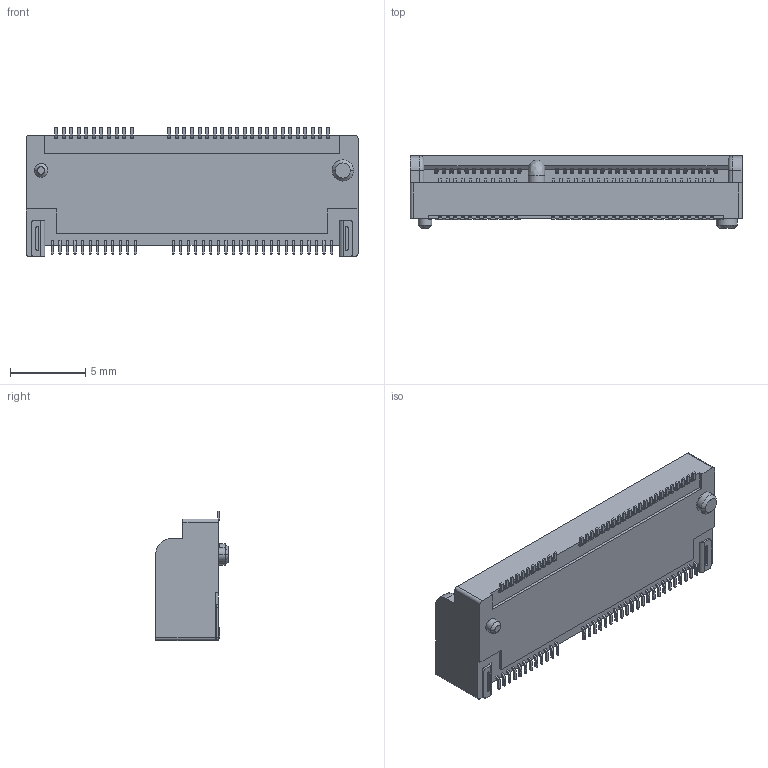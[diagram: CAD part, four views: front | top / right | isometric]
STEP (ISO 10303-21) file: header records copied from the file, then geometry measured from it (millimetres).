
FILE_DESCRIPTION((''),'2;1');
FILE_NAME('MDT420E0X002_3D','2018-10-19T',('yunx.liu'),(''),'PRO/ENGINEER BY PARAMETRIC TECHNOLOGY CORPORATION, 2013320','PRO/ENGINEER BY PARAMETRIC TECHNOLOGY CORPORATION, 2013320','');
FILE_SCHEMA(('CONFIG_CONTROL_DESIGN'));
Length unit declared in the file: millimetre
Products named in the file (1): MDT420E0X002_3D
Bounding box: 22 x 4.8 x 8.55 mm (x, y, z)
Volume: 533.8 mm3; surface area: 751.7 mm2
Topology: 1 solids, 1 shells, 1656 faces, 4530 edges, 2958 vertices
Faces by surface type: plane 1252, cylinder 397, cone 4, torus 2, bspline 1
Entity records: 52144 total; most frequent: CARTESIAN_POINT 9171, ORIENTED_EDGE 9060, DIRECTION 8733, EDGE_CURVE 4530, VECTOR 3637, LINE 3637, VERTEX_POINT 2958, AXIS2_PLACEMENT_3D 2548
